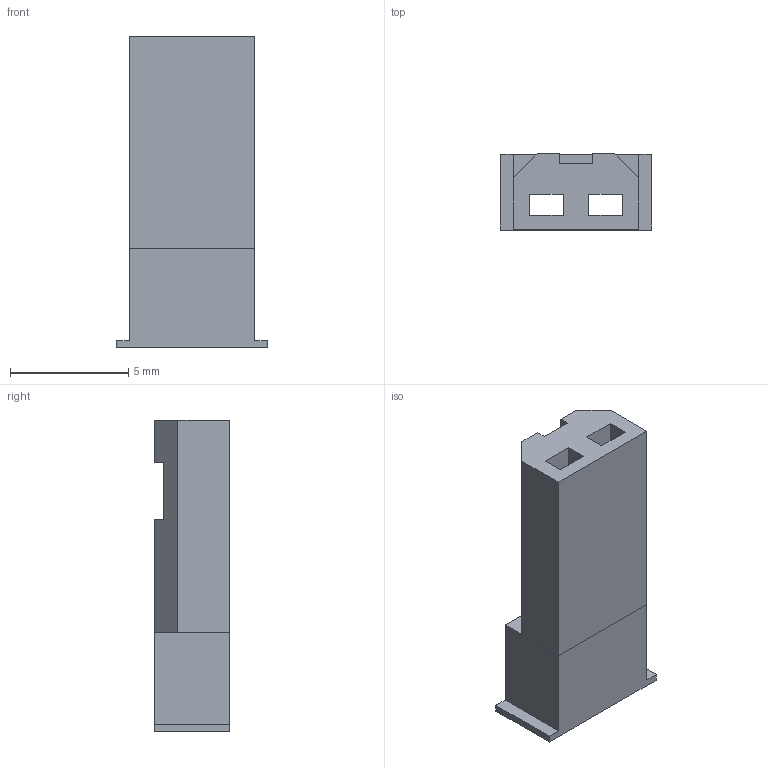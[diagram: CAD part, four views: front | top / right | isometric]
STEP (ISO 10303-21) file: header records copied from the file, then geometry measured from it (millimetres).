
FILE_DESCRIPTION (( 'STEP AP214' ), '1' );
FILE_NAME ('JST Connector Female.STEP', '2023-10-23T03:15:54', ( '' ), ( '' ), 'SwSTEP 2.0', 'SolidWorks 2018', '' );
FILE_SCHEMA (( 'AUTOMOTIVE_DESIGN' ));
Length unit declared in the file: millimetre
Products named in the file (1): JST  Connector Female
Bounding box: 6.4 x 3.2 x 13.2 mm (x, y, z)
Volume: 138.8 mm3; surface area: 446.1 mm2
Topology: 2 solids, 2 shells, 64 faces, 174 edges, 116 vertices
Faces by surface type: plane 64
Entity records: 2037 total; most frequent: CARTESIAN_POINT 355, ORIENTED_EDGE 348, DIRECTION 304, LINE 174, VECTOR 174, EDGE_CURVE 174, VERTEX_POINT 116, EDGE_LOOP 74
